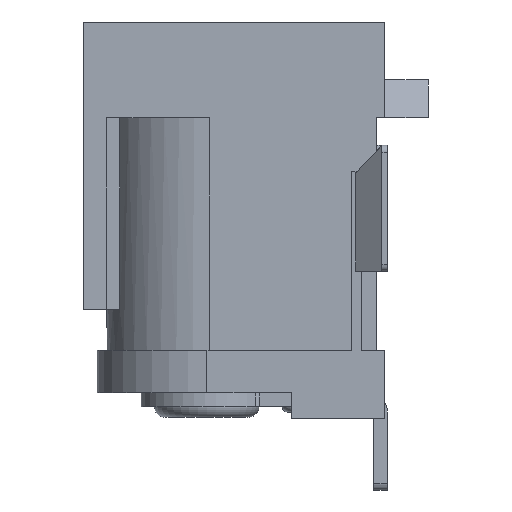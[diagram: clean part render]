
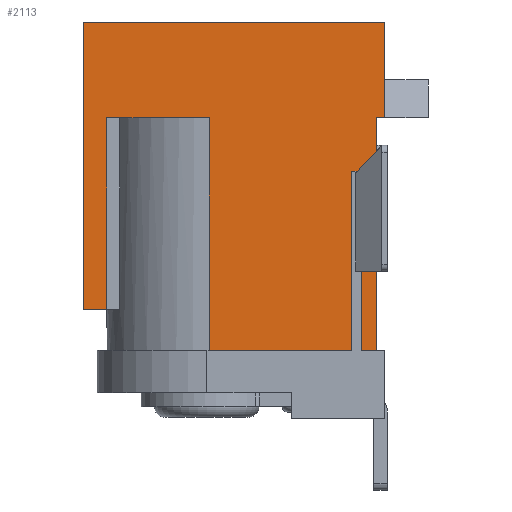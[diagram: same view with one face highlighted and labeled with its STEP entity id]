
A CAD part, left-side view. The second image highlights one B-rep face of the part: STEP entity #2113.
In plain terms, the highlighted planar face has unit normal (-1, 0, 0).
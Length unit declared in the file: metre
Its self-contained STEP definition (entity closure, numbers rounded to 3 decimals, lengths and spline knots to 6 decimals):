
#56=PLANE('',#2401);
#154=LINE('',#3232,#388);
#164=LINE('',#3254,#398);
#170=LINE('',#3272,#404);
#174=LINE('',#3281,#408);
#176=LINE('',#3285,#410);
#177=LINE('',#3286,#411);
#178=LINE('',#3288,#412);
#179=LINE('',#3290,#413);
#180=LINE('',#3292,#414);
#181=LINE('',#3293,#415);
#182=LINE('',#3295,#416);
#183=LINE('',#3297,#417);
#184=LINE('',#3298,#418);
#185=LINE('',#3299,#419);
#388=VECTOR('',#2622,0.0035);
#398=VECTOR('',#2636,0.00055);
#404=VECTOR('',#2650,0.0105);
#408=VECTOR('',#2656,0.0052);
#410=VECTOR('',#2660,0.0003);
#411=VECTOR('',#2661,0.011);
#412=VECTOR('',#2662,0.00085);
#413=VECTOR('',#2663,0.007);
#414=VECTOR('',#2664,0.00375);
#415=VECTOR('',#2665,0.0085);
#416=VECTOR('',#2666,0.00655);
#417=VECTOR('',#2667,0.00035);
#418=VECTOR('',#2668,0.00655);
#419=VECTOR('',#2669,0.0085);
#638=FACE_OUTER_BOUND('',#751,.T.);
#751=EDGE_LOOP('',(#1477,#1478,#1479,#1480,#1481,#1482,#1483,#1484,#1485,
#1486,#1487,#1488,#1489,#1490));
#945=VERTEX_POINT('',#3229);
#946=VERTEX_POINT('',#3231);
#955=VERTEX_POINT('',#3251);
#956=VERTEX_POINT('',#3253);
#963=VERTEX_POINT('',#3269);
#964=VERTEX_POINT('',#3271);
#967=VERTEX_POINT('',#3278);
#968=VERTEX_POINT('',#3280);
#969=VERTEX_POINT('',#3284);
#970=VERTEX_POINT('',#3287);
#971=VERTEX_POINT('',#3289);
#972=VERTEX_POINT('',#3291);
#973=VERTEX_POINT('',#3294);
#974=VERTEX_POINT('',#3296);
#1146=EDGE_CURVE('',#946,#945,#154,.T.);
#1156=EDGE_CURVE('',#955,#956,#164,.T.);
#1164=EDGE_CURVE('',#963,#964,#170,.T.);
#1168=EDGE_CURVE('',#967,#968,#174,.T.);
#1170=EDGE_CURVE('',#969,#946,#176,.T.);
#1171=EDGE_CURVE('',#964,#945,#177,.T.);
#1172=EDGE_CURVE('',#970,#963,#178,.T.);
#1173=EDGE_CURVE('',#971,#970,#179,.T.);
#1174=EDGE_CURVE('',#972,#971,#180,.T.);
#1175=EDGE_CURVE('',#972,#968,#181,.T.);
#1176=EDGE_CURVE('',#973,#967,#182,.T.);
#1177=EDGE_CURVE('',#974,#973,#183,.T.);
#1178=EDGE_CURVE('',#956,#974,#184,.T.);
#1179=EDGE_CURVE('',#969,#955,#185,.T.);
#1477=ORIENTED_EDGE('',*,*,#1170,.T.);
#1478=ORIENTED_EDGE('',*,*,#1146,.T.);
#1479=ORIENTED_EDGE('',*,*,#1171,.F.);
#1480=ORIENTED_EDGE('',*,*,#1164,.F.);
#1481=ORIENTED_EDGE('',*,*,#1172,.F.);
#1482=ORIENTED_EDGE('',*,*,#1173,.F.);
#1483=ORIENTED_EDGE('',*,*,#1174,.F.);
#1484=ORIENTED_EDGE('',*,*,#1175,.T.);
#1485=ORIENTED_EDGE('',*,*,#1168,.F.);
#1486=ORIENTED_EDGE('',*,*,#1176,.F.);
#1487=ORIENTED_EDGE('',*,*,#1177,.F.);
#1488=ORIENTED_EDGE('',*,*,#1178,.F.);
#1489=ORIENTED_EDGE('',*,*,#1156,.F.);
#1490=ORIENTED_EDGE('',*,*,#1179,.F.);
#2113=ADVANCED_FACE('',(#638),#56,.T.);
#2401=AXIS2_PLACEMENT_3D('',#3283,#2658,#2659);
#2622=DIRECTION('',(0.,0.,1.));
#2636=DIRECTION('',(0.,1.,0.));
#2650=DIRECTION('',(0.,0.,1.));
#2656=DIRECTION('',(0.,1.,0.));
#2658=DIRECTION('center_axis',(-1.,0.,0.));
#2659=DIRECTION('ref_axis',(0.,0.,1.));
#2660=DIRECTION('',(0.,-1.,0.));
#2661=DIRECTION('',(0.,-1.,0.));
#2662=DIRECTION('',(0.,1.,0.));
#2663=DIRECTION('',(0.,0.,-1.));
#2664=DIRECTION('',(0.,1.,0.));
#2665=DIRECTION('',(0.,0.,-1.));
#2666=DIRECTION('',(0.,0.,-1.));
#2667=DIRECTION('',(0.,1.,0.));
#2668=DIRECTION('',(0.,0.,1.));
#2669=DIRECTION('',(0.,0.,-1.));
#3229=CARTESIAN_POINT('',(-0.0045,0.,0.));
#3231=CARTESIAN_POINT('',(-0.0045,0.,-0.0035));
#3232=CARTESIAN_POINT('',(-0.0045,0.,-0.0035));
#3251=CARTESIAN_POINT('',(-0.0045,0.0003,-0.012));
#3253=CARTESIAN_POINT('',(-0.0045,0.00085,-0.012));
#3254=CARTESIAN_POINT('',(-0.0045,0.0003,-0.012));
#3269=CARTESIAN_POINT('',(-0.0045,0.011,-0.0105));
#3271=CARTESIAN_POINT('',(-0.0045,0.011,0.));
#3272=CARTESIAN_POINT('',(-0.0045,0.011,-0.0105));
#3278=CARTESIAN_POINT('',(-0.0045,0.0012,-0.012));
#3280=CARTESIAN_POINT('',(-0.0045,0.0064,-0.012));
#3281=CARTESIAN_POINT('',(-0.0045,0.0012,-0.012));
#3283=CARTESIAN_POINT('Origin',(-0.0045,0.,-0.0145));
#3284=CARTESIAN_POINT('',(-0.0045,0.0003,-0.0035));
#3285=CARTESIAN_POINT('',(-0.0045,0.0003,-0.0035));
#3286=CARTESIAN_POINT('',(-0.0045,0.011,0.));
#3287=CARTESIAN_POINT('',(-0.0045,0.01015,-0.0105));
#3288=CARTESIAN_POINT('',(-0.0045,0.01015,-0.0105));
#3289=CARTESIAN_POINT('',(-0.0045,0.01015,-0.0035));
#3290=CARTESIAN_POINT('',(-0.0045,0.01015,-0.0035));
#3291=CARTESIAN_POINT('',(-0.0045,0.0064,-0.0035));
#3292=CARTESIAN_POINT('',(-0.0045,0.0064,-0.0035));
#3293=CARTESIAN_POINT('',(-0.0045,0.0064,-0.0035));
#3294=CARTESIAN_POINT('',(-0.0045,0.0012,-0.00545));
#3295=CARTESIAN_POINT('',(-0.0045,0.0012,-0.00545));
#3296=CARTESIAN_POINT('',(-0.0045,0.00085,-0.00545));
#3297=CARTESIAN_POINT('',(-0.0045,0.00085,-0.00545));
#3298=CARTESIAN_POINT('',(-0.0045,0.00085,-0.012));
#3299=CARTESIAN_POINT('',(-0.0045,0.0003,-0.0035));
